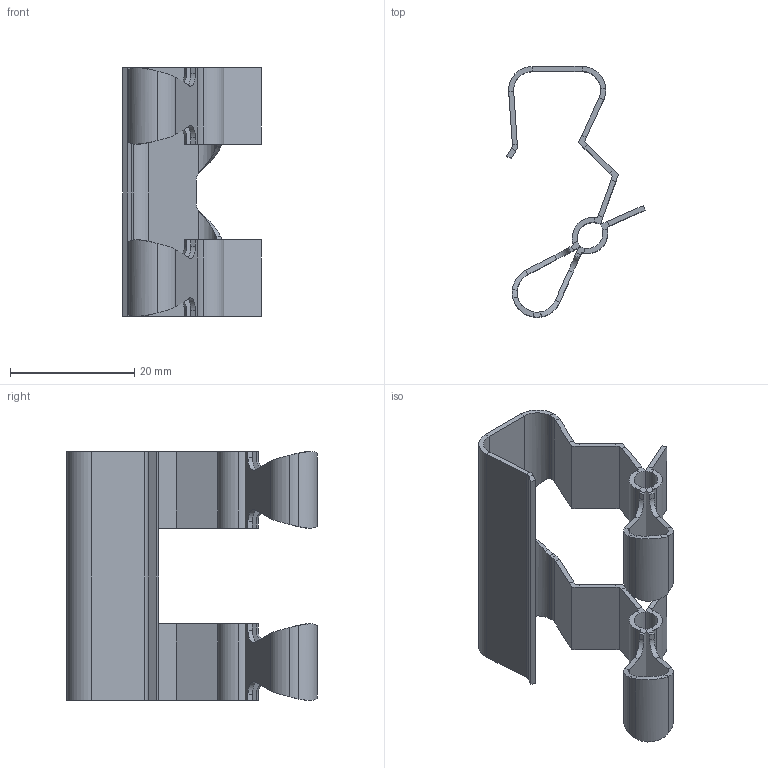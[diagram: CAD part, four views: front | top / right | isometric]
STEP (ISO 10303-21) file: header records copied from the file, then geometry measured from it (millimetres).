
FILE_DESCRIPTION (( 'STEP AP214' ), '1' );
FILE_NAME ('6049273.stp', '2019-12-02T08:39:08', ( '' ), ( '' ), 'SwSTEP 2.0', 'SolidWorks 2018', '' );
FILE_SCHEMA (( 'AUTOMOTIVE_DESIGN' ));
Length unit declared in the file: millimetre
Products named in the file (1): 6049273
Bounding box: 22.23 x 40.3 x 40.01 mm (x, y, z)
Volume: 2279.4 mm3; surface area: 6081.3 mm2
Topology: 1 solids, 1 shells, 232 faces, 594 edges, 364 vertices
Faces by surface type: plane 144, cylinder 60, bspline 28
Entity records: 9507 total; most frequent: CARTESIAN_POINT 2273, ORIENTED_EDGE 1188, DIRECTION 1004, EDGE_CURVE 594, LINE 370, VECTOR 370, VERTEX_POINT 364, AXIS2_PLACEMENT_3D 317
